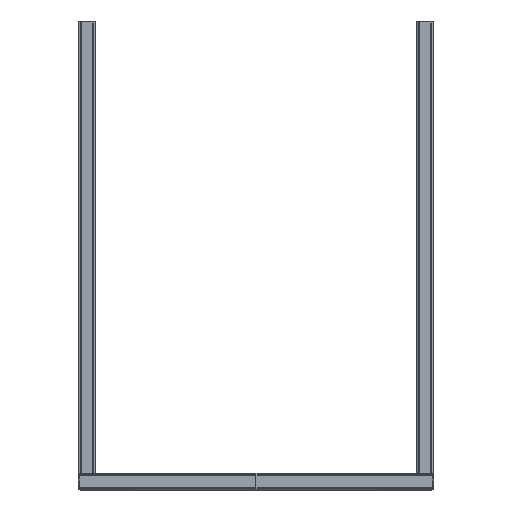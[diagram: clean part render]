
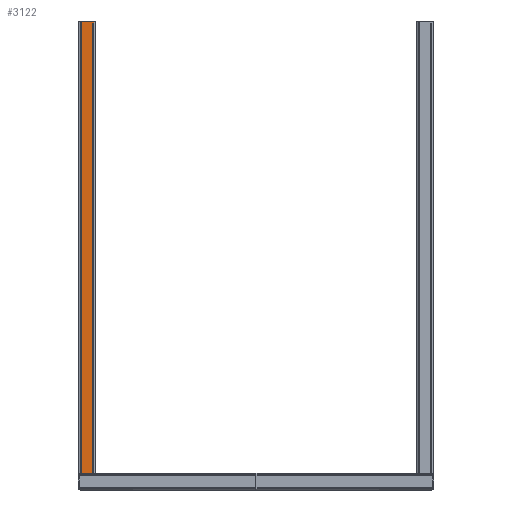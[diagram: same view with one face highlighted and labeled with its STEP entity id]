
A CAD part, left-side view. The second image highlights one B-rep face of the part: STEP entity #3122.
In plain terms, the highlighted planar face has unit normal (-1, 0, 0).
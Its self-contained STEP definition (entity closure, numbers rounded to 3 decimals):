
#2 = EDGE_LOOP ( 'NONE', ( #3513, #2058, #2148, #233 ) ) ;
#86 = AXIS2_PLACEMENT_3D ( 'NONE', #3141, #525, #2032 ) ;
#126 = CARTESIAN_POINT ( 'NONE',  ( -515., 288., 815. ) ) ;
#212 = VERTEX_POINT ( 'NONE', #3502 ) ;
#233 = ORIENTED_EDGE ( 'NONE', *, *, #2198, .T. ) ;
#335 = DIRECTION ( 'NONE',  ( 0., -1., 0. ) ) ;
#496 = VERTEX_POINT ( 'NONE', #126 ) ;
#525 = DIRECTION ( 'NONE',  ( 1., 0., 0. ) ) ;
#635 = CARTESIAN_POINT ( 'NONE',  ( -515., 288., 15. ) ) ;
#977 = VECTOR ( 'NONE', #3323, 1000. ) ;
#985 = LINE ( 'NONE', #635, #1569 ) ;
#1453 = CARTESIAN_POINT ( 'NONE',  ( -515., 288., 815. ) ) ;
#1569 = VECTOR ( 'NONE', #2883, 1000. ) ;
#1712 = EDGE_CURVE ( 'NONE', #496, #212, #1756, .T. ) ;
#1750 = EDGE_CURVE ( 'NONE', #2576, #496, #3299, .T. ) ;
#1756 = LINE ( 'NONE', #4123, #977 ) ;
#1842 = VECTOR ( 'NONE', #335, 1000. ) ;
#2032 = DIRECTION ( 'NONE',  ( 0., 0., -1. ) ) ;
#2058 = ORIENTED_EDGE ( 'NONE', *, *, #1712, .F. ) ;
#2112 = DIRECTION ( 'NONE',  ( 0., 0., -1. ) ) ;
#2148 = ORIENTED_EDGE ( 'NONE', *, *, #1750, .F. ) ;
#2180 = LINE ( 'NONE', #4023, #3474 ) ;
#2198 = EDGE_CURVE ( 'NONE', #2576, #2250, #2180, .T. ) ;
#2250 = VERTEX_POINT ( 'NONE', #4167 ) ;
#2576 = VERTEX_POINT ( 'NONE', #4475 ) ;
#2883 = DIRECTION ( 'NONE',  ( 0., -1., 0. ) ) ;
#3122 = ADVANCED_FACE ( 'NONE', ( #4544 ), #3914, .F. ) ;
#3141 = CARTESIAN_POINT ( 'NONE',  ( -515., 288., 815. ) ) ;
#3299 = LINE ( 'NONE', #1453, #1842 ) ;
#3323 = DIRECTION ( 'NONE',  ( 0., 0., -1. ) ) ;
#3474 = VECTOR ( 'NONE', #2112, 1000. ) ;
#3502 = CARTESIAN_POINT ( 'NONE',  ( -515., 288., 15. ) ) ;
#3513 = ORIENTED_EDGE ( 'NONE', *, *, #4704, .T. ) ;
#3914 = PLANE ( 'NONE',  #86 ) ;
#4023 = CARTESIAN_POINT ( 'NONE',  ( -515., 312., 815. ) ) ;
#4123 = CARTESIAN_POINT ( 'NONE',  ( -515., 288., 815. ) ) ;
#4167 = CARTESIAN_POINT ( 'NONE',  ( -515., 312., 15. ) ) ;
#4475 = CARTESIAN_POINT ( 'NONE',  ( -515., 312., 815. ) ) ;
#4544 = FACE_OUTER_BOUND ( 'NONE', #2, .T. ) ;
#4704 = EDGE_CURVE ( 'NONE', #2250, #212, #985, .T. ) ;
